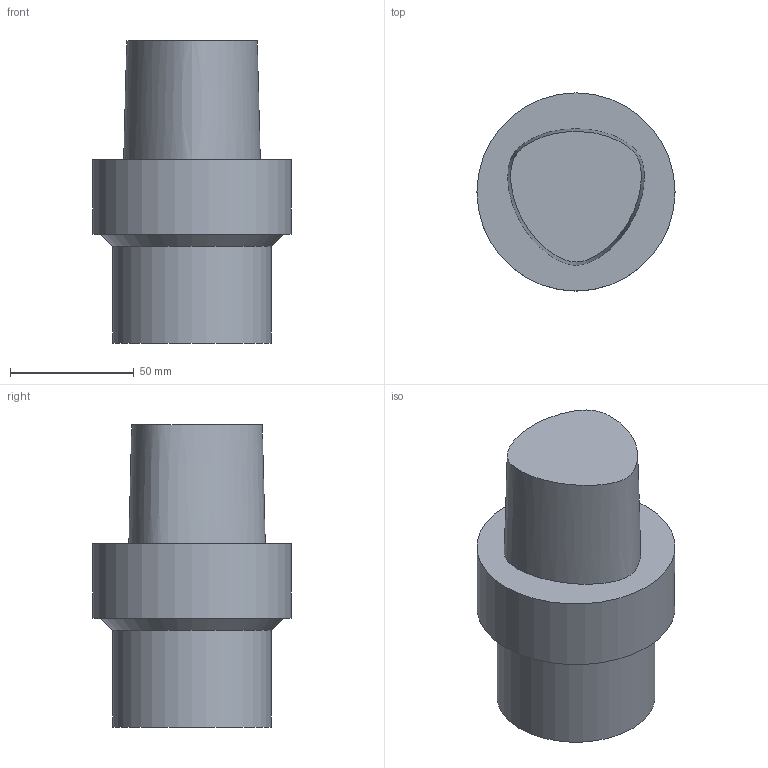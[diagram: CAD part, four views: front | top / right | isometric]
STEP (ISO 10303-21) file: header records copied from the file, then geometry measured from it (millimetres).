
FILE_DESCRIPTION((''),'1');
FILE_NAME('C8-CKB6-74.stp','2016-12-26T01:26:26',(''),(''),'Spatial Interop R21 SP3','Kubotek KeyCreator 2011 V10.0.2 (22737)',' ');
FILE_SCHEMA(('automotive_design'));
Length unit declared in the file: millimetre
Products named in the file (1): Unnamed[1]
Bounding box: 80 x 80 x 122 mm (x, y, z)
Volume: 401302.5 mm3; surface area: 33816.9 mm2
Topology: 1 solids, 1 shells, 8 faces, 11 edges, 7 vertices
Faces by surface type: plane 4, cylinder 2, bspline 1, cone 1
Full cylindrical faces by diameter (mm): 64 x1, 80 x1
Entity records: 841 total; most frequent: CARTESIAN_POINT 553, PRESENTATION_STYLE_ASSIGNMENT 26, DIRECTION 26, COLOUR_RGB 26, STYLED_ITEM 17, CURVE_STYLE 17, DRAUGHTING_PRE_DEFINED_CURVE_FONT 17, ORIENTED_EDGE 16
